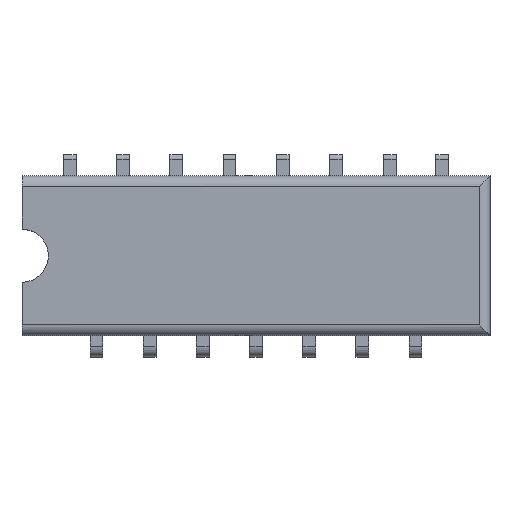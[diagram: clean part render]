
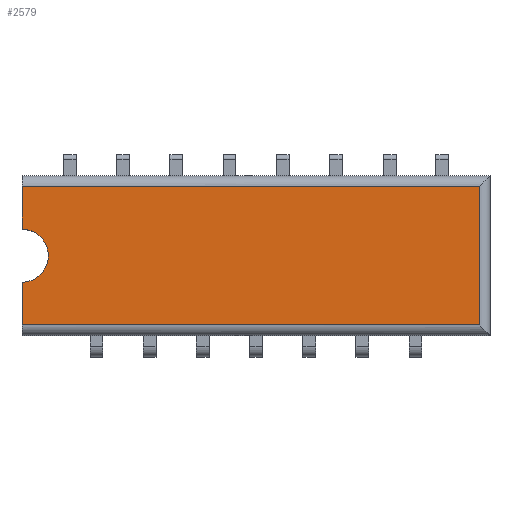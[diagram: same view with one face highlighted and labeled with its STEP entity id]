
A CAD part, top view. The second image highlights one B-rep face of the part: STEP entity #2579.
In plain terms, the highlighted planar face has unit normal (0, 0, 1).
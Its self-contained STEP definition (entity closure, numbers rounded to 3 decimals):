
#91=PLANE('',#2780);
#216=FACE_OUTER_BOUND('',#373,.T.);
#373=EDGE_LOOP('',(#2102,#2103,#2104,#2105,#2106,#2107));
#615=LINE('',#4024,#916);
#616=LINE('',#4028,#917);
#617=LINE('',#4032,#918);
#618=LINE('',#4036,#919);
#619=LINE('',#4041,#920);
#916=VECTOR('',#3248,10.);
#917=VECTOR('',#3253,10.);
#918=VECTOR('',#3258,10.);
#919=VECTOR('',#3263,10.);
#920=VECTOR('',#3270,10.);
#1083=CIRCLE('',#2781,1.25);
#1260=VERTEX_POINT('',#4021);
#1261=VERTEX_POINT('',#4023);
#1262=VERTEX_POINT('',#4027);
#1263=VERTEX_POINT('',#4031);
#1264=VERTEX_POINT('',#4035);
#1265=VERTEX_POINT('',#4039);
#1561=EDGE_CURVE('',#1261,#1260,#615,.T.);
#1563=EDGE_CURVE('',#1261,#1262,#616,.T.);
#1565=EDGE_CURVE('',#1262,#1263,#617,.T.);
#1567=EDGE_CURVE('',#1263,#1264,#618,.T.);
#1569=EDGE_CURVE('',#1260,#1265,#1083,.T.);
#1570=EDGE_CURVE('',#1265,#1264,#619,.T.);
#2102=ORIENTED_EDGE('',*,*,#1567,.F.);
#2103=ORIENTED_EDGE('',*,*,#1565,.F.);
#2104=ORIENTED_EDGE('',*,*,#1563,.F.);
#2105=ORIENTED_EDGE('',*,*,#1561,.T.);
#2106=ORIENTED_EDGE('',*,*,#1569,.T.);
#2107=ORIENTED_EDGE('',*,*,#1570,.T.);
#2579=ADVANCED_FACE('',(#216),#91,.T.);
#2780=AXIS2_PLACEMENT_3D('',#4038,#3266,#3267);
#2781=AXIS2_PLACEMENT_3D('',#4040,#3268,#3269);
#3248=DIRECTION('',(0.,-1.,0.));
#3253=DIRECTION('',(1.,0.,0.));
#3258=DIRECTION('',(0.,-1.,0.));
#3263=DIRECTION('',(-1.,0.,0.));
#3266=DIRECTION('center_axis',(0.,0.,1.));
#3267=DIRECTION('ref_axis',(1.,0.,0.));
#3268=DIRECTION('center_axis',(0.,0.,-1.));
#3269=DIRECTION('ref_axis',(-0.011,1.,0.));
#3270=DIRECTION('',(0.,-1.,0.));
#4021=CARTESIAN_POINT('',(-17.294,2.902,2.5));
#4023=CARTESIAN_POINT('',(-17.294,4.902,2.5));
#4024=CARTESIAN_POINT('',(-17.294,5.402,2.5));
#4027=CARTESIAN_POINT('',(4.206,4.902,2.5));
#4028=CARTESIAN_POINT('',(-0.794,4.902,2.5));
#4031=CARTESIAN_POINT('',(4.206,-1.598,2.5));
#4032=CARTESIAN_POINT('',(4.206,-0.223,2.5));
#4035=CARTESIAN_POINT('',(-17.294,-1.598,2.5));
#4036=CARTESIAN_POINT('',(-11.794,-1.598,2.5));
#4038=CARTESIAN_POINT('Origin',(-6.294,1.652,2.5));
#4039=CARTESIAN_POINT('',(-17.294,0.402,2.5));
#4040=CARTESIAN_POINT('Origin',(-17.307,1.652,2.5));
#4041=CARTESIAN_POINT('',(-17.294,5.402,2.5));
